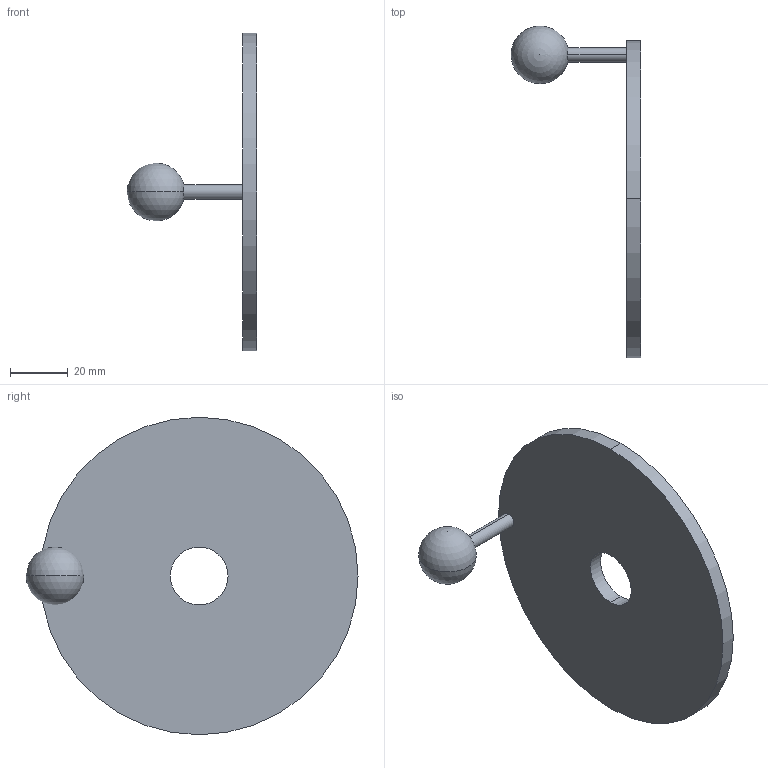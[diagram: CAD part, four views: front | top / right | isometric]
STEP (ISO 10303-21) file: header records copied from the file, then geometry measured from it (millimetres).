
FILE_DESCRIPTION (( 'STEP AP214' ), '1' );
FILE_NAME ('Part6.STEP', '2022-08-25T00:50:32', ( '' ), ( '' ), 'SwSTEP 2.0', 'SolidWorks 2022', '' );
FILE_SCHEMA (( 'AUTOMOTIVE_DESIGN' ));
Length unit declared in the file: millimetre
Products named in the file (1): Part6
Bounding box: 45 x 115 x 110 mm (x, y, z)
Volume: 50530.4 mm3; surface area: 21956.5 mm2
Topology: 1 solids, 1 shells, 10 faces, 27 edges, 18 vertices
Faces by surface type: cylinder 6, sphere 2, plane 2
Entity records: 338 total; most frequent: DIRECTION 62, CARTESIAN_POINT 50, ORIENTED_EDGE 46, AXIS2_PLACEMENT_3D 28, EDGE_CURVE 23, CIRCLE 17, VERTEX_POINT 16, EDGE_LOOP 13
